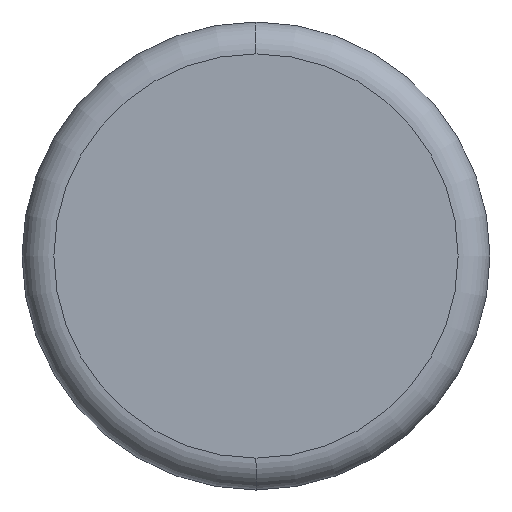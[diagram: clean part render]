
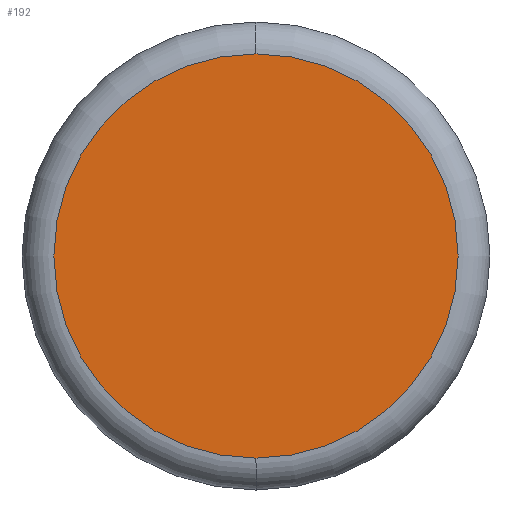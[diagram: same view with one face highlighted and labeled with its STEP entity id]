
A CAD part, left-side view. The second image highlights one B-rep face of the part: STEP entity #192.
In plain terms, the highlighted free-form (B-spline) face has degree [1, 1] with [2, 2] control points.
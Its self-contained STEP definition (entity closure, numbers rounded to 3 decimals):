
#112=CARTESIAN_POINT('',(-2.9,0.0,2.15));
#113=VERTEX_POINT('',#112);
#121=CARTESIAN_POINT('',(-2.9,0.,0.25));
#122=VERTEX_POINT('',#121);
#123=CARTESIAN_POINT('',(-2.9,0.0,1.2));
#124=DIRECTION('',(1.0,0.0,0.0));
#125=DIRECTION('',(0.0,0.0,1.0));
#126=AXIS2_PLACEMENT_3D('',#123,#124,#125);
#127=CIRCLE('',#126,0.95);
#128=EDGE_CURVE('',#113,#122,#127,.T.);
#155=CARTESIAN_POINT('',(-2.9,0.0,1.2));
#156=DIRECTION('',(1.0,0.0,0.0));
#157=DIRECTION('',(0.0,0.0,1.0));
#158=AXIS2_PLACEMENT_3D('',#155,#156,#157);
#159=CIRCLE('',#158,0.95);
#160=EDGE_CURVE('',#122,#113,#159,.T.);
#183=CARTESIAN_POINT('',(-2.9,0.95,2.15));
#184=CARTESIAN_POINT('',(-2.9,0.95,0.25));
#185=CARTESIAN_POINT('',(-2.9,-0.95,2.15));
#186=CARTESIAN_POINT('',(-2.9,-0.95,0.25));
#187=B_SPLINE_SURFACE_WITH_KNOTS('',1,1,((#183,#185),(#184,#186)),.UNSPECIFIED.,.F.,.F.,.U.,(2,2),(2,2),(0.0,1.9),(0.0,1.9),.UNSPECIFIED.);
#188=ORIENTED_EDGE('',*,*,#160,.F.);
#189=ORIENTED_EDGE('',*,*,#128,.F.);
#190=EDGE_LOOP('',(#188,#189));
#191=FACE_OUTER_BOUND('',#190,.T.);
#192=ADVANCED_FACE('',(#191),#187,.T.);
